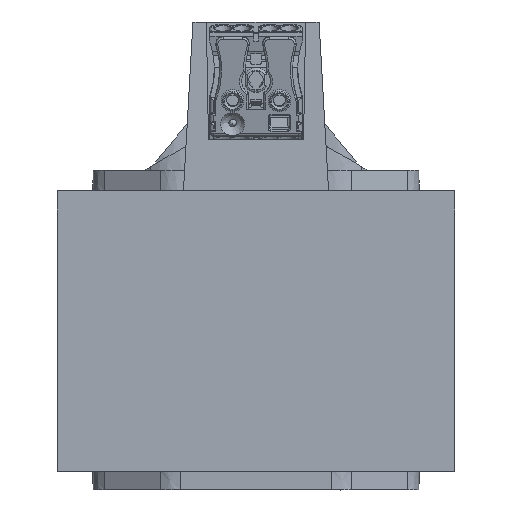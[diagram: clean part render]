
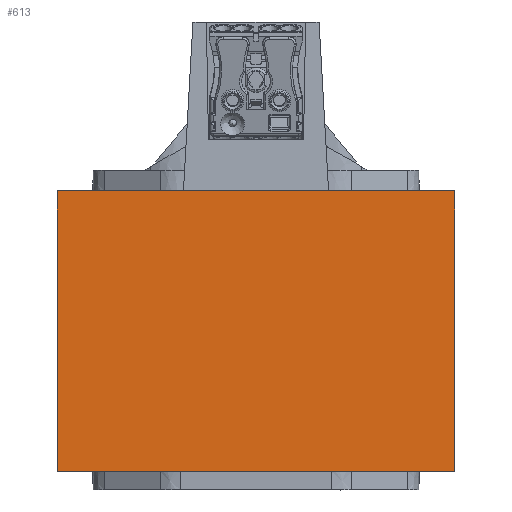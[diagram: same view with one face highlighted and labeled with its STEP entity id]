
A CAD part, front view. The second image highlights one B-rep face of the part: STEP entity #613.
In plain terms, the highlighted planar face has unit normal (0, -1, 0).
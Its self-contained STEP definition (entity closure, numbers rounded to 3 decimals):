
#613=ADVANCED_FACE('',(#9405),#9407,.F.);
#9405=FACE_BOUND('',#9406,.T.);
#9406=EDGE_LOOP('',(#21055,#21056,#21057,#21058));
#9407=PLANE('',#9408);
#9408=AXIS2_PLACEMENT_3D('',#9409,#9410,#9411);
#9409=CARTESIAN_POINT('',(42.,-19.65,0.));
#9410=DIRECTION('',(0.,1.,0.));
#9411=DIRECTION('',(0.,0.,1.));
#21055=ORIENTED_EDGE('',*,*,#26638,.T.);
#21056=ORIENTED_EDGE('',*,*,#26701,.F.);
#21057=ORIENTED_EDGE('',*,*,#26702,.F.);
#21058=ORIENTED_EDGE('',*,*,#26699,.F.);
#26638=EDGE_CURVE('',#29525,#29526,#29527,.T.);
#26699=EDGE_CURVE('',#29525,#29633,#29634,.T.);
#26701=EDGE_CURVE('',#29636,#29526,#29637,.T.);
#26702=EDGE_CURVE('',#29633,#29636,#29638,.T.);
#29525=VERTEX_POINT('',#34074);
#29526=VERTEX_POINT('',#34075);
#29527=LINE('',#34076,#34077);
#29633=VERTEX_POINT('',#34310);
#29634=LINE('',#34311,#34312);
#29636=VERTEX_POINT('',#34317);
#29637=LINE('',#34318,#34319);
#29638=LINE('',#34321,#34322);
#34074=CARTESIAN_POINT('',(-42.5,-19.65,-60.));
#34075=CARTESIAN_POINT('',(42.5,-19.65,-60.));
#34076=CARTESIAN_POINT('',(-42.5,-19.65,-60.));
#34077=VECTOR('',#34078,1.);
#34078=DIRECTION('',(1.,0.,0.));
#34310=CARTESIAN_POINT('',(-42.5,-19.65,0.));
#34311=CARTESIAN_POINT('',(-42.5,-19.65,-60.));
#34312=VECTOR('',#34313,1.);
#34313=DIRECTION('',(0.,0.,1.));
#34317=CARTESIAN_POINT('',(42.5,-19.65,0.));
#34318=CARTESIAN_POINT('',(42.5,-19.65,0.));
#34319=VECTOR('',#34320,1.);
#34320=DIRECTION('',(0.,0.,-1.));
#34321=CARTESIAN_POINT('',(-42.5,-19.65,0.));
#34322=VECTOR('',#34323,1.);
#34323=DIRECTION('',(1.,0.,0.));
